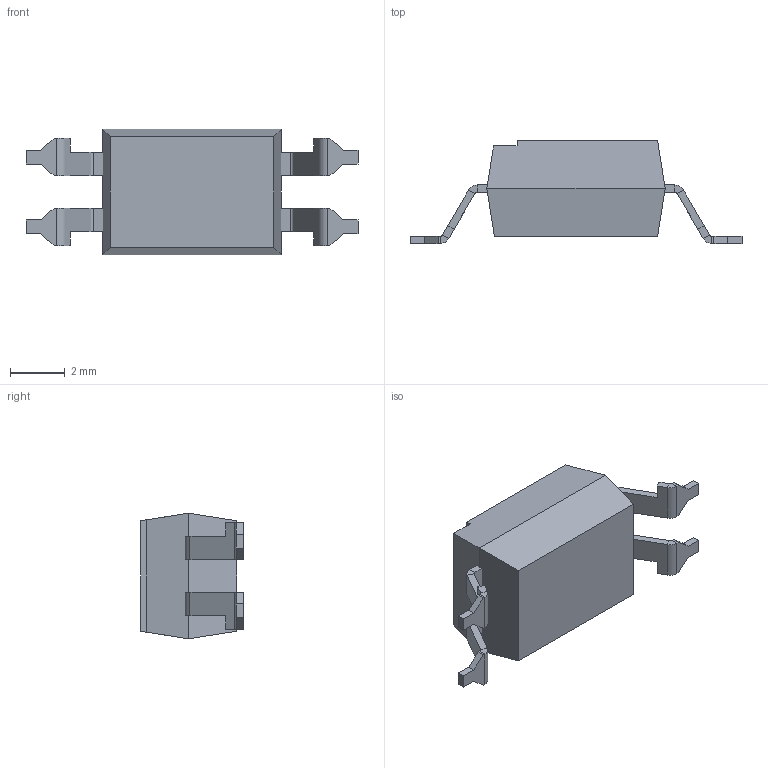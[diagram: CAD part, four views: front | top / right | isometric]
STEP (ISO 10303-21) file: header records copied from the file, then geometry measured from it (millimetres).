
FILE_DESCRIPTION (( 'STEP AP214' ), '1' );
FILE_NAME ('DIP4-OP8.STEP', '2015-12-06T20:02:18', ( '' ), ( '' ), 'SwSTEP 2.0', 'SolidWorks 2015', '' );
FILE_SCHEMA (( 'AUTOMOTIVE_DESIGN' ));
Length unit declared in the file: millimetre
Products named in the file (2): DIP4-OP8
Bounding box: 12.1 x 3.75 x 4.58 mm (x, y, z)
Volume: 109.2 mm3; surface area: 268.4 mm2
Topology: 3 solids, 3 shells, 144 faces, 352 edges, 212 vertices
Faces by surface type: plane 128, cylinder 16
Entity records: 4287 total; most frequent: CARTESIAN_POINT 710, ORIENTED_EDGE 704, DIRECTION 676, EDGE_CURVE 352, LINE 320, VECTOR 320, VERTEX_POINT 212, AXIS2_PLACEMENT_3D 178
